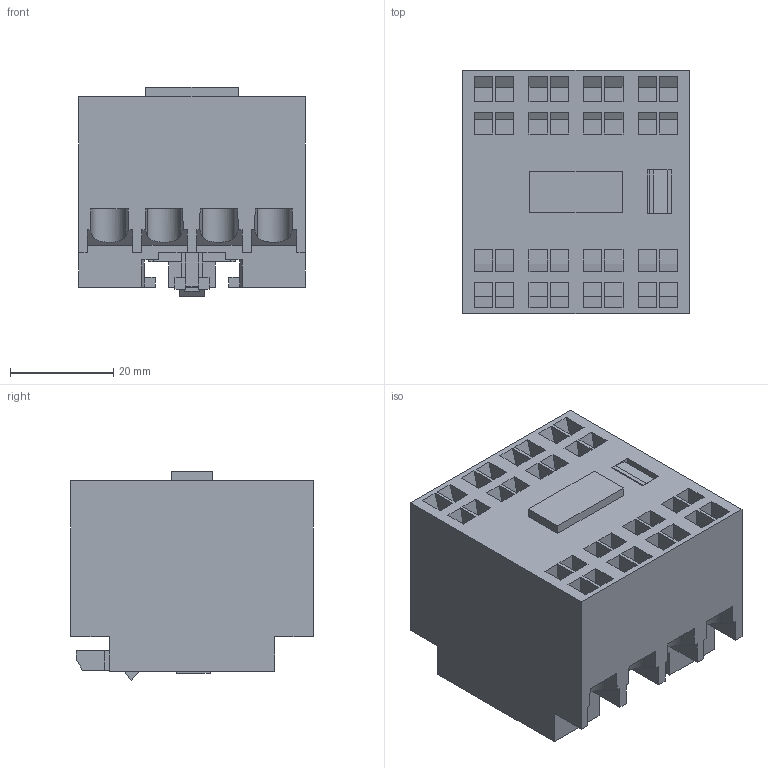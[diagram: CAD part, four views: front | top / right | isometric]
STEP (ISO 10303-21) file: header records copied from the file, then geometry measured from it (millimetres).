
FILE_DESCRIPTION((''),'2;1');
FILE_NAME('SB105131_3D-SOFTWARE_COLOUR','2013-09-03T',('SESA231906'),('Schneider-Electric'),'PRO/ENGINEER BY PARAMETRIC TECHNOLOGY CORPORATION, 2011410','PRO/ENGINEER BY PARAMETRIC TECHNOLOGY CORPORATION, 2011410','');
FILE_SCHEMA(('CONFIG_CONTROL_DESIGN'));
Length unit declared in the file: millimetre
Products named in the file (1): SB105131_3D-SOFTWARE_COLOUR
Bounding box: 43.9 x 47 x 40.5 mm (x, y, z)
Volume: 59582.7 mm3; surface area: 17247.2 mm2
Topology: 1 solids, 1 shells, 389 faces, 1042 edges, 694 vertices
Faces by surface type: plane 380, cylinder 9
Entity records: 12136 total; most frequent: CARTESIAN_POINT 2345, ORIENTED_EDGE 2084, DIRECTION 1822, EDGE_CURVE 1042, VECTOR 1024, LINE 1024, VERTEX_POINT 694, EDGE_LOOP 430
